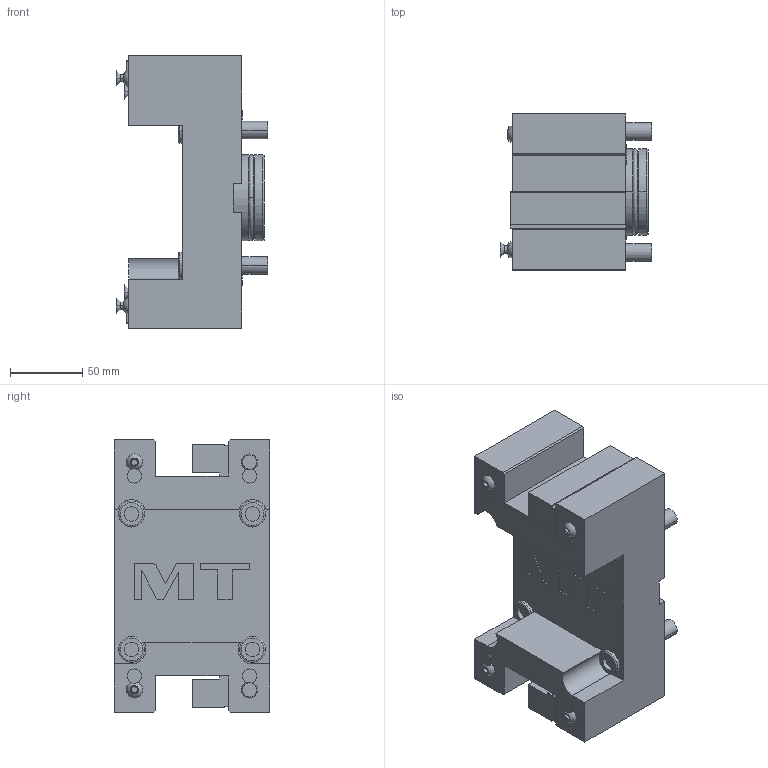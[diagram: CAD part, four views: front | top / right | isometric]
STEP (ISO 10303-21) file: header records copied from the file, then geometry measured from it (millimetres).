
FILE_DESCRIPTION((''),'2;1');
FILE_NAME('MNL0052540_CONF','2023-02-17T14:56:42',('sterribile'),('M.T. srl'),'CREO PARAMETRIC BY PTC INC, 2021072','CREO PARAMETRIC BY PTC INC, 2021072','');
FILE_SCHEMA(('CONFIG_CONTROL_DESIGN'));
Length unit declared in the file: millimetre
Products named in the file (1): MNL0052540_CONF
Bounding box: 105.05 x 108 x 189 mm (x, y, z)
Volume: 1120539.4 mm3; surface area: 112187.8 mm2
Topology: 1 solids, 1 shells, 219 faces, 529 edges, 344 vertices
Faces by surface type: plane 119, cylinder 66, torus 14, cone 14, sphere 4, extrusion 2
Entity records: 6457 total; most frequent: DIRECTION 1153, CARTESIAN_POINT 1104, ORIENTED_EDGE 1058, EDGE_CURVE 529, AXIS2_PLACEMENT_3D 409, VERTEX_POINT 344, VECTOR 335, LINE 333
